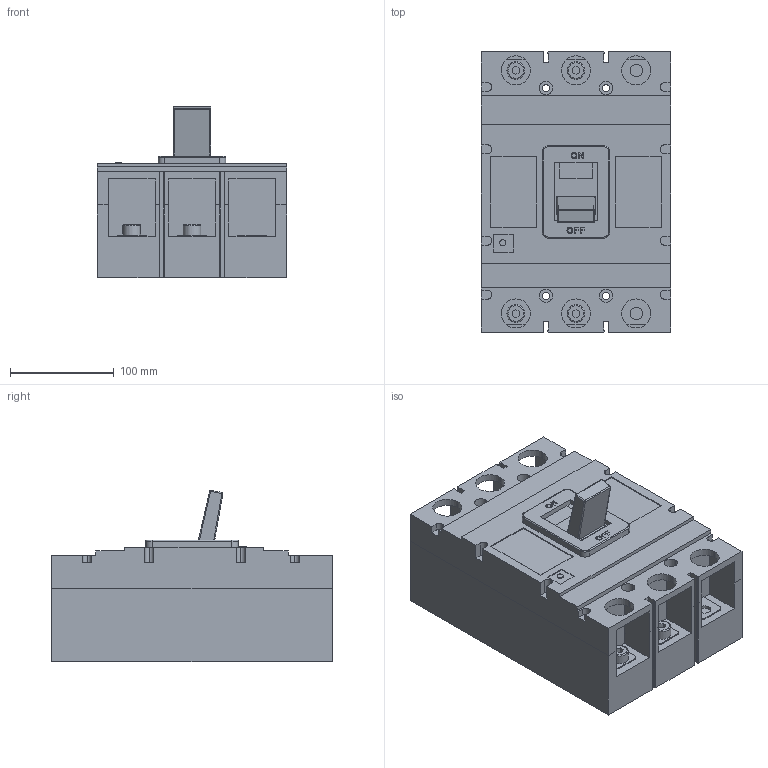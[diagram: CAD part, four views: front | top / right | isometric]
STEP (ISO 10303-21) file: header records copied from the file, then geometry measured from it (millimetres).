
FILE_DESCRIPTION (( 'STEP AP214' ), '1' );
FILE_NAME ('ﾂﾀ-99ﾌ-mccb99-630-400m-(500m-630m).STEP', '2020-12-01T14:58:27', ( '' ), ( '' ), 'SwSTEP 2.0', 'SolidWorks 2019', '' );
FILE_SCHEMA (( 'AUTOMOTIVE_DESIGN' ));
Length unit declared in the file: millimetre
Products named in the file (1): ﾂﾀ-99ﾌ-mccb99-630-400m-(500m-630m)
Bounding box: 182 x 270 x 164.85 mm (x, y, z)
Volume: 4721079 mm3; surface area: 266745.9 mm2
Topology: 2 solids, 2 shells, 325 faces, 893 edges, 597 vertices
Faces by surface type: plane 218, cylinder 86, torus 12, sphere 5, bspline 4
Entity records: 10885 total; most frequent: CARTESIAN_POINT 2294, ORIENTED_EDGE 1778, DIRECTION 1699, EDGE_CURVE 889, LINE 675, VECTOR 675, VERTEX_POINT 595, AXIS2_PLACEMENT_3D 512
